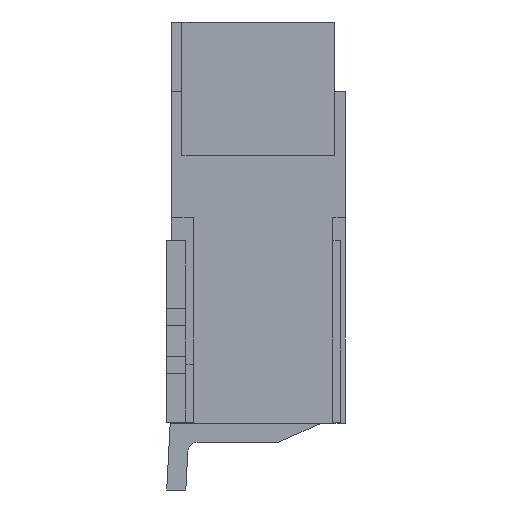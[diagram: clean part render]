
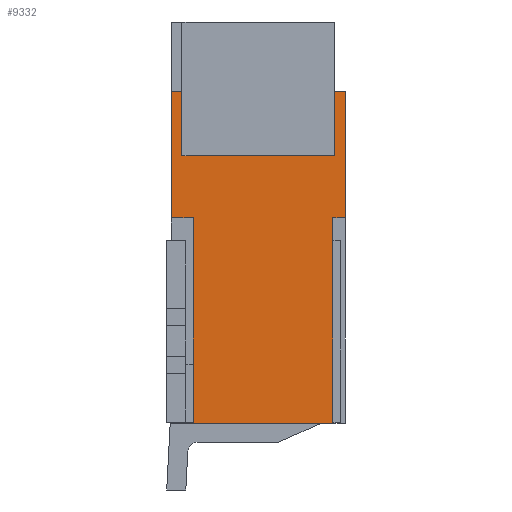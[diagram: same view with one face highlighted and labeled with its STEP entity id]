
A CAD part, left-side view. The second image highlights one B-rep face of the part: STEP entity #9332.
In plain terms, the highlighted planar face has unit normal (-1, 0, 0).
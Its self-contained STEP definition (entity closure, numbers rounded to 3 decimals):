
#905=DIRECTION('',(0.,0.,1.));
#906=VECTOR('',#905,2.15);
#907=CARTESIAN_POINT('',(-0.25,1.59,-4.2));
#908=LINE('',#907,#906);
#929=DIRECTION('',(0.,-1.,0.));
#930=VECTOR('',#929,0.23);
#931=CARTESIAN_POINT('',(-0.25,1.82,-2.05));
#932=LINE('',#931,#930);
#937=DIRECTION('',(0.,0.,-1.));
#938=VECTOR('',#937,1.32);
#939=CARTESIAN_POINT('',(-0.25,1.82,-0.73));
#940=LINE('',#939,#938);
#941=DIRECTION('',(0.,1.,0.));
#942=VECTOR('',#941,1.82);
#943=CARTESIAN_POINT('',(-0.25,0.,-0.73));
#944=LINE('',#943,#942);
#945=DIRECTION('',(0.,0.,1.));
#946=VECTOR('',#945,1.32);
#947=CARTESIAN_POINT('',(-0.25,0.,-2.05));
#948=LINE('',#947,#946);
#949=DIRECTION('',(0.,1.,0.));
#950=VECTOR('',#949,0.13);
#951=CARTESIAN_POINT('',(-0.25,0.,-2.05));
#952=LINE('',#951,#950);
#969=DIRECTION('',(0.,0.,-1.));
#970=VECTOR('',#969,2.15);
#971=CARTESIAN_POINT('',(-0.25,0.13,-2.05));
#972=LINE('',#971,#970);
#1017=DIRECTION('',(0.,1.,0.));
#1018=VECTOR('',#1017,1.46);
#1019=CARTESIAN_POINT('',(-0.25,0.13,-4.2));
#1020=LINE('',#1019,#1018);
#7007=CARTESIAN_POINT('',(-0.25,0.,-0.73));
#7009=VERTEX_POINT('',#7007);
#7011=CARTESIAN_POINT('',(-0.25,0.,-2.05));
#7012=VERTEX_POINT('',#7011);
#7037=CARTESIAN_POINT('',(-0.25,1.82,-0.73));
#7039=VERTEX_POINT('',#7037);
#7067=CARTESIAN_POINT('',(-0.25,1.82,-2.05));
#7068=VERTEX_POINT('',#7067);
#7257=CARTESIAN_POINT('',(-0.25,0.13,-2.05));
#7258=VERTEX_POINT('',#7257);
#7259=CARTESIAN_POINT('',(-0.25,0.13,-4.2));
#7260=VERTEX_POINT('',#7259);
#7261=CARTESIAN_POINT('',(-0.25,1.59,-4.2));
#7262=VERTEX_POINT('',#7261);
#7263=CARTESIAN_POINT('',(-0.25,1.59,-2.05));
#7264=VERTEX_POINT('',#7263);
#9314=CARTESIAN_POINT('',(-0.25,0.91,-2.465));
#9315=DIRECTION('',(1.,0.,0.));
#9316=DIRECTION('',(0.,0.,1.));
#9317=AXIS2_PLACEMENT_3D('',#9314,#9315,#9316);
#9318=PLANE('',#9317);
#9320=ORIENTED_EDGE('',*,*,#9319,.T.);
#9322=ORIENTED_EDGE('',*,*,#9321,.T.);
#9324=ORIENTED_EDGE('',*,*,#9323,.T.);
#9325=ORIENTED_EDGE('',*,*,#9289,.T.);
#9326=ORIENTED_EDGE('',*,*,#9307,.F.);
#9327=ORIENTED_EDGE('',*,*,#9175,.F.);
#9328=ORIENTED_EDGE('',*,*,#8067,.F.);
#9329=ORIENTED_EDGE('',*,*,#8052,.F.);
#9330=EDGE_LOOP('',(#9320,#9322,#9324,#9325,#9326,#9327,#9328,#9329));
#9331=FACE_OUTER_BOUND('',#9330,.F.);
#9332=ADVANCED_FACE('',(#9331),#9318,.F.);
#8052=EDGE_CURVE('',#7012,#7009,#948,.T.);
#8067=EDGE_CURVE('',#7009,#7039,#944,.T.);
#9175=EDGE_CURVE('',#7039,#7068,#940,.T.);
#9289=EDGE_CURVE('',#7262,#7264,#908,.T.);
#9307=EDGE_CURVE('',#7068,#7264,#932,.T.);
#9319=EDGE_CURVE('',#7012,#7258,#952,.T.);
#9321=EDGE_CURVE('',#7258,#7260,#972,.T.);
#9323=EDGE_CURVE('',#7260,#7262,#1020,.T.);
